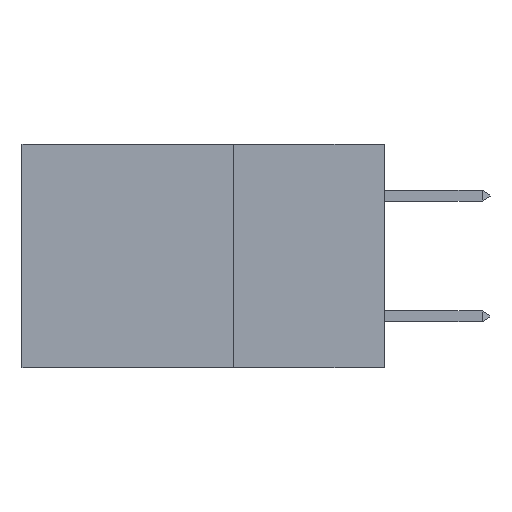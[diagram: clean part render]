
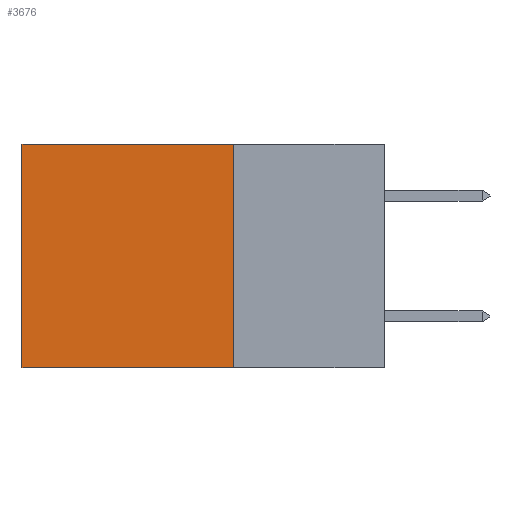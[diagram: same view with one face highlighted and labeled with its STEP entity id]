
A CAD part, left-side view. The second image highlights one B-rep face of the part: STEP entity #3676.
In plain terms, the highlighted planar face has unit normal (-1, 0, 0).
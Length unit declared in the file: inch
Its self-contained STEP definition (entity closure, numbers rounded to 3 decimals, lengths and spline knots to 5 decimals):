
#2134 = CARTESIAN_POINT ( 'NONE',  ( 0.2875, 0.25, -0.37 ) ) ;
#2597 = VERTEX_POINT ( 'NONE', #10988 ) ;
#2754 = CARTESIAN_POINT ( 'NONE',  ( 0.2875, 0.6, 0. ) ) ;
#2894 = ORIENTED_EDGE ( 'NONE', *, *, #18411, .T. ) ;
#3676 = ADVANCED_FACE ( 'NONE', ( #9256 ), #17438, .F. ) ;
#4785 = EDGE_CURVE ( 'NONE', #4850, #2597, #13980, .T. ) ;
#4850 = VERTEX_POINT ( 'NONE', #11708 ) ;
#5068 = VECTOR ( 'NONE', #23403, 39.37008 ) ;
#6853 = LINE ( 'NONE', #13008, #5068 ) ;
#7264 = EDGE_LOOP ( 'NONE', ( #2894, #16173, #22831, #9557 ) ) ;
#7513 = AXIS2_PLACEMENT_3D ( 'NONE', #25148, #11005, #19037 ) ;
#8731 = VERTEX_POINT ( 'NONE', #25889 ) ;
#9238 = VECTOR ( 'NONE', #9688, 39.37008 ) ;
#9256 = FACE_OUTER_BOUND ( 'NONE', #7264, .T. ) ;
#9557 = ORIENTED_EDGE ( 'NONE', *, *, #15499, .T. ) ;
#9560 = VECTOR ( 'NONE', #18271, 39.37008 ) ;
#9688 = DIRECTION ( 'NONE',  ( 0., 0., -1. ) ) ;
#9817 = CARTESIAN_POINT ( 'NONE',  ( 0.2875, 0.25, 0. ) ) ;
#10988 = CARTESIAN_POINT ( 'NONE',  ( 0.2875, 0.25, -0.37 ) ) ;
#11005 = DIRECTION ( 'NONE',  ( 1., 0., 0. ) ) ;
#11708 = CARTESIAN_POINT ( 'NONE',  ( 0.2875, 0.25, 0. ) ) ;
#12290 = DIRECTION ( 'NONE',  ( 0., 1., 0. ) ) ;
#12850 = VERTEX_POINT ( 'NONE', #2754 ) ;
#13008 = CARTESIAN_POINT ( 'NONE',  ( 0.2875, 0.6, 0. ) ) ;
#13442 = EDGE_CURVE ( 'NONE', #2597, #8731, #19909, .T. ) ;
#13980 = LINE ( 'NONE', #9817, #9238 ) ;
#15065 = VECTOR ( 'NONE', #12290, 39.37008 ) ;
#15499 = EDGE_CURVE ( 'NONE', #4850, #12850, #21125, .T. ) ;
#16173 = ORIENTED_EDGE ( 'NONE', *, *, #13442, .F. ) ;
#17438 = PLANE ( 'NONE',  #7513 ) ;
#18271 = DIRECTION ( 'NONE',  ( 0., 1., 0. ) ) ;
#18411 = EDGE_CURVE ( 'NONE', #12850, #8731, #6853, .T. ) ;
#19037 = DIRECTION ( 'NONE',  ( 0., 0., -1. ) ) ;
#19909 = LINE ( 'NONE', #2134, #15065 ) ;
#21125 = LINE ( 'NONE', #23503, #9560 ) ;
#22831 = ORIENTED_EDGE ( 'NONE', *, *, #4785, .F. ) ;
#23403 = DIRECTION ( 'NONE',  ( 0., 0., -1. ) ) ;
#23503 = CARTESIAN_POINT ( 'NONE',  ( 0.2875, 0.25, 0. ) ) ;
#25148 = CARTESIAN_POINT ( 'NONE',  ( 0.2875, 0.25, 0. ) ) ;
#25889 = CARTESIAN_POINT ( 'NONE',  ( 0.2875, 0.6, -0.37 ) ) ;
